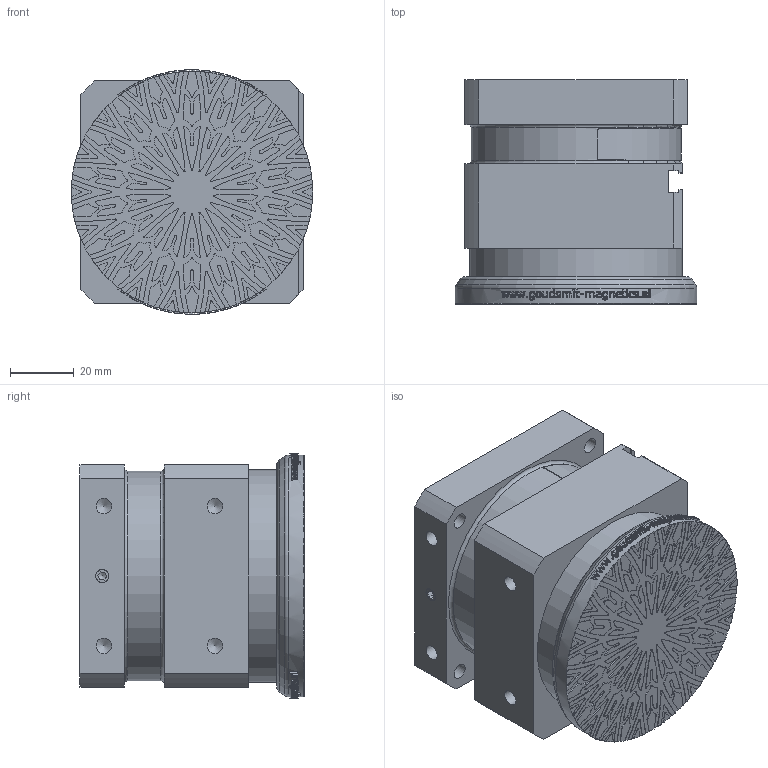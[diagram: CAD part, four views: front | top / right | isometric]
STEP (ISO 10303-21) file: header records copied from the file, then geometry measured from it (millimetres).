
FILE_DESCRIPTION(/* description */ (''),/* implementation_level */ '2;1');
FILE_NAME(/* name */ 'TPGC070088 STEP REVISIE A.stp',/* time_stamp */ '2021-10-15T14:13:53+02:00',/* author */ ('jve'),/* organization */ (''),/* preprocessor_version */ 'ST-DEVELOPER v18.1',/* originating_system */ 'Autodesk Inventor 2021',/* authorisation */ '');
FILE_SCHEMA (('AUTOMOTIVE_DESIGN { 1 0 10303 214 3 1 1 }'));
Products named in the file (1): Part2
Bounding box: 76 x 70.55 x 77 mm (x, y, z)
Volume: 298753.2 mm3; surface area: 42101.4 mm2
Topology: 1 solids, 6 shells, 1837 faces, 5100 edges, 3385 vertices
Faces by surface type: cylinder 889, plane 552, bspline 376, cone 13, torus 7
Full cylindrical faces by diameter (mm): 2.5 x2, 4 x1, 4.134 x2, 4.917 x8, 8.376 x1, 8.566 x2, 16 x1, 55 x1, 57 x1, 60 x2, 60.376 x1, 62 x1, 62.1 x1, 64.8 x1, 66 x2, 67 x1, 76 x1
Entity records: 154900 total; most frequent: CARTESIAN_POINT 107295, ORIENTED_EDGE 10188, DIRECTION 8884, EDGE_CURVE 5094, AXIS2_PLACEMENT_3D 3414, VERTEX_POINT 3385, LINE 2056, VECTOR 2056
